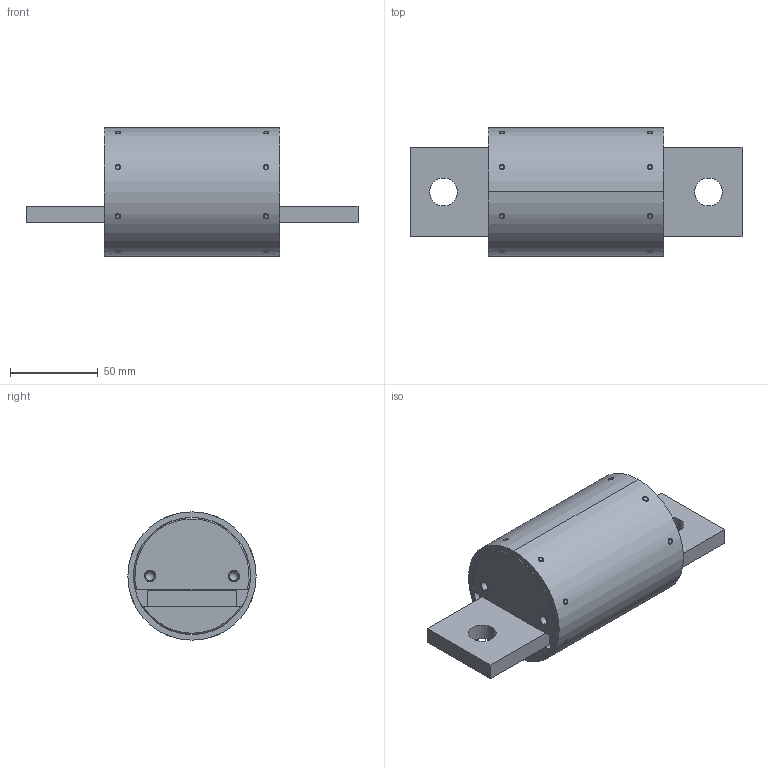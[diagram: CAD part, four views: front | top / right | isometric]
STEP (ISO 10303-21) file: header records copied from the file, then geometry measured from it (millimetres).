
FILE_DESCRIPTION (( 'STEP AP214' ), '1' );
FILE_NAME ('16212revC.STEP', '2017-05-23T12:32:41', ( '' ), ( '' ), 'SwSTEP 2.0', 'SolidWorks 2016', '' );
FILE_SCHEMA (( 'AUTOMOTIVE_DESIGN' ));
Length unit declared in the file: inch
Products named in the file (1): 16212revC
Bounding box: 188.93 x 73.03 x 73.03 mm (x, y, z)
Volume: 225575.4 mm3; surface area: 85386.6 mm2
Topology: 25 solids, 25 shells, 284 faces, 630 edges, 378 vertices
Faces by surface type: cylinder 116, cone 90, plane 70, sphere 8
Entity records: 13452 total; most frequent: CARTESIAN_POINT 3333, DIRECTION 1298, ORIENTED_EDGE 1164, EDGE_CURVE 582, AXIS2_PLACEMENT_3D 519, VERTEX_POINT 362, EDGE_LOOP 344, LENGTH_MEASURE_WITH_UNIT 311
